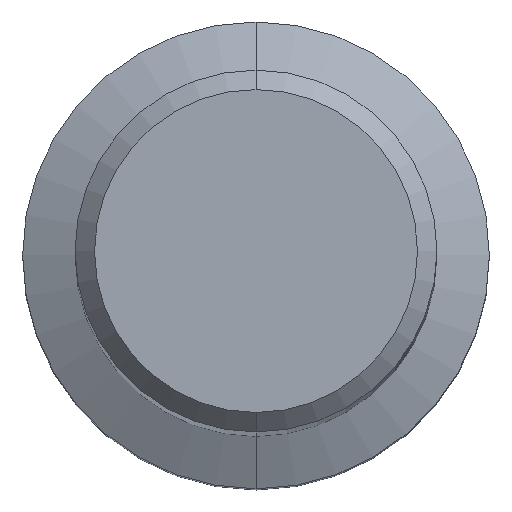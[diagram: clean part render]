
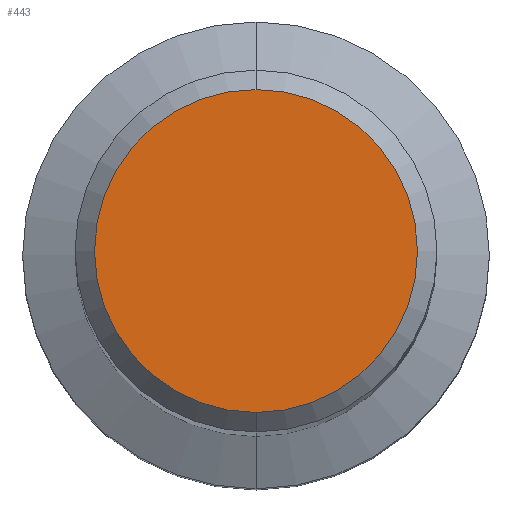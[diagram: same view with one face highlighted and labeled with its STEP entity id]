
A CAD part, top view. The second image highlights one B-rep face of the part: STEP entity #443.
In plain terms, the highlighted planar face has unit normal (0, 0, 1).
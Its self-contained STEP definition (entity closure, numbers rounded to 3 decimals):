
#235=EDGE_CURVE('',#367,#463,#596,.T.);
#349=EDGE_CURVE('',#463,#367,#727,.T.);
#367=VERTEX_POINT('',#745);
#443=ADVANCED_FACE('',(#826),#827,.T.);
#463=VERTEX_POINT('',#850);
#596=CIRCLE('',#1018,4.15);
#727=CIRCLE('',#1309,4.15);
#745=CARTESIAN_POINT('',(0.,-4.15,0.0));
#826=FACE_OUTER_BOUND('',#1472,.T.);
#827=PLANE('',#1473);
#850=CARTESIAN_POINT('',(0.0,4.15,0.0));
#1018=AXIS2_PLACEMENT_3D('',#1712,#1713,#1714);
#1309=AXIS2_PLACEMENT_3D('',#1882,#1883,#1884);
#1472=EDGE_LOOP('',(#1964,#1965));
#1473=AXIS2_PLACEMENT_3D('',#1966,#1967,#1968);
#1712=CARTESIAN_POINT('',(0.0,0.0,0.0));
#1713=DIRECTION('',(0.0,0.0,-1.0));
#1714=DIRECTION('',(0.0,1.0,0.0));
#1882=CARTESIAN_POINT('',(0.0,0.0,0.0));
#1883=DIRECTION('',(0.0,0.0,-1.0));
#1884=DIRECTION('',(0.0,1.0,0.0));
#1964=ORIENTED_EDGE('',*,*,#349,.F.);
#1965=ORIENTED_EDGE('',*,*,#235,.F.);
#1966=CARTESIAN_POINT('',(0.0,2.075,0.0));
#1967=DIRECTION('',(-0.0,0.0,1.0));
#1968=DIRECTION('',(0.0,-1.0,0.0));
